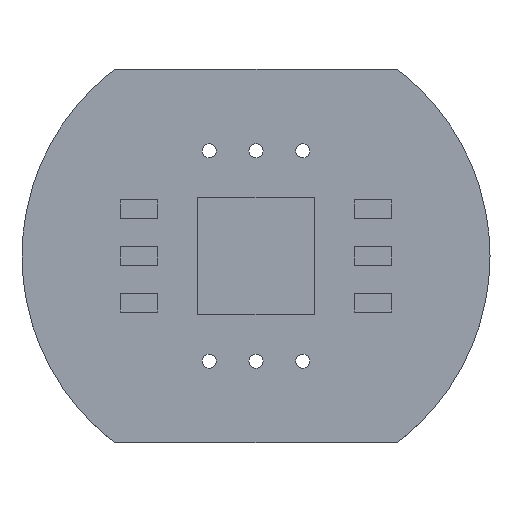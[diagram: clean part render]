
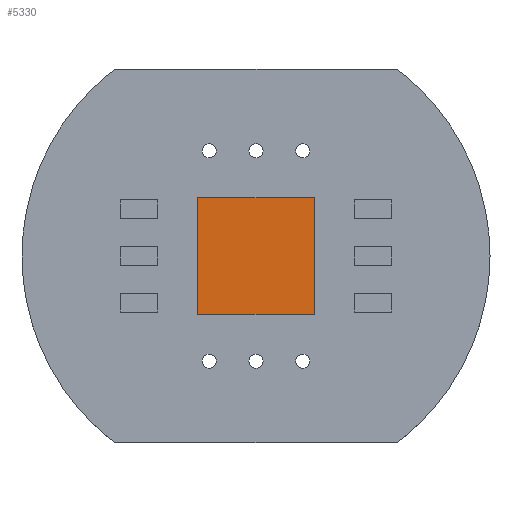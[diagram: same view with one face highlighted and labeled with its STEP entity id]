
A CAD part, top view. The second image highlights one B-rep face of the part: STEP entity #5330.
In plain terms, the highlighted planar face has unit normal (0, 0, 1).
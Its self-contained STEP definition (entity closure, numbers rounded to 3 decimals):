
#5016 = VERTEX_POINT('',#5017);
#5017 = CARTESIAN_POINT('',(-2.5,-2.5,0.79));
#5024 = PLANE('',#5025);
#5025 = AXIS2_PLACEMENT_3D('',#5026,#5027,#5028);
#5026 = CARTESIAN_POINT('',(-2.5,-2.5,0.));
#5027 = DIRECTION('',(-1.,0.,0.));
#5028 = DIRECTION('',(0.,1.,0.));
#5036 = PLANE('',#5037);
#5037 = AXIS2_PLACEMENT_3D('',#5038,#5039,#5040);
#5038 = CARTESIAN_POINT('',(2.5,-2.5,0.));
#5039 = DIRECTION('',(0.,-1.,0.));
#5040 = DIRECTION('',(-1.,0.,0.));
#5048 = EDGE_CURVE('',#5016,#5049,#5051,.T.);
#5049 = VERTEX_POINT('',#5050);
#5050 = CARTESIAN_POINT('',(-2.5,2.5,0.79));
#5051 = SURFACE_CURVE('',#5052,(#5056,#5063),.PCURVE_S1.);
#5052 = LINE('',#5053,#5054);
#5053 = CARTESIAN_POINT('',(-2.5,-2.5,0.79));
#5054 = VECTOR('',#5055,1.);
#5055 = DIRECTION('',(0.,1.,0.));
#5056 = PCURVE('',#5024,#5057);
#5057 = DEFINITIONAL_REPRESENTATION('',(#5058),#5062);
#5058 = LINE('',#5059,#5060);
#5059 = CARTESIAN_POINT('',(0.,-0.79));
#5060 = VECTOR('',#5061,1.);
#5061 = DIRECTION('',(1.,0.));
#5062 = ( GEOMETRIC_REPRESENTATION_CONTEXT(2) 
PARAMETRIC_REPRESENTATION_CONTEXT() REPRESENTATION_CONTEXT('2D SPACE',''
  ) );
#5063 = PCURVE('',#5064,#5069);
#5064 = PLANE('',#5065);
#5065 = AXIS2_PLACEMENT_3D('',#5066,#5067,#5068);
#5066 = CARTESIAN_POINT('',(-2.5,-2.5,0.79));
#5067 = DIRECTION('',(0.,0.,1.));
#5068 = DIRECTION('',(1.,0.,0.));
#5069 = DEFINITIONAL_REPRESENTATION('',(#5070),#5074);
#5070 = LINE('',#5071,#5072);
#5071 = CARTESIAN_POINT('',(0.,0.));
#5072 = VECTOR('',#5073,1.);
#5073 = DIRECTION('',(0.,1.));
#5074 = ( GEOMETRIC_REPRESENTATION_CONTEXT(2) 
PARAMETRIC_REPRESENTATION_CONTEXT() REPRESENTATION_CONTEXT('2D SPACE',''
  ) );
#5092 = PLANE('',#5093);
#5093 = AXIS2_PLACEMENT_3D('',#5094,#5095,#5096);
#5094 = CARTESIAN_POINT('',(-2.5,2.5,0.));
#5095 = DIRECTION('',(0.,1.,0.));
#5096 = DIRECTION('',(1.,0.,0.));
#5134 = EDGE_CURVE('',#5049,#5135,#5137,.T.);
#5135 = VERTEX_POINT('',#5136);
#5136 = CARTESIAN_POINT('',(2.5,2.5,0.79));
#5137 = SURFACE_CURVE('',#5138,(#5142,#5149),.PCURVE_S1.);
#5138 = LINE('',#5139,#5140);
#5139 = CARTESIAN_POINT('',(-2.5,2.5,0.79));
#5140 = VECTOR('',#5141,1.);
#5141 = DIRECTION('',(1.,0.,0.));
#5142 = PCURVE('',#5092,#5143);
#5143 = DEFINITIONAL_REPRESENTATION('',(#5144),#5148);
#5144 = LINE('',#5145,#5146);
#5145 = CARTESIAN_POINT('',(0.,-0.79));
#5146 = VECTOR('',#5147,1.);
#5147 = DIRECTION('',(1.,0.));
#5148 = ( GEOMETRIC_REPRESENTATION_CONTEXT(2) 
PARAMETRIC_REPRESENTATION_CONTEXT() REPRESENTATION_CONTEXT('2D SPACE',''
  ) );
#5149 = PCURVE('',#5064,#5150);
#5150 = DEFINITIONAL_REPRESENTATION('',(#5151),#5155);
#5151 = LINE('',#5152,#5153);
#5152 = CARTESIAN_POINT('',(0.,5.));
#5153 = VECTOR('',#5154,1.);
#5154 = DIRECTION('',(1.,0.));
#5155 = ( GEOMETRIC_REPRESENTATION_CONTEXT(2) 
PARAMETRIC_REPRESENTATION_CONTEXT() REPRESENTATION_CONTEXT('2D SPACE',''
  ) );
#5173 = PLANE('',#5174);
#5174 = AXIS2_PLACEMENT_3D('',#5175,#5176,#5177);
#5175 = CARTESIAN_POINT('',(2.5,2.5,0.));
#5176 = DIRECTION('',(1.,0.,0.));
#5177 = DIRECTION('',(0.,-1.,0.));
#5210 = EDGE_CURVE('',#5135,#5211,#5213,.T.);
#5211 = VERTEX_POINT('',#5212);
#5212 = CARTESIAN_POINT('',(2.5,-2.5,0.79));
#5213 = SURFACE_CURVE('',#5214,(#5218,#5225),.PCURVE_S1.);
#5214 = LINE('',#5215,#5216);
#5215 = CARTESIAN_POINT('',(2.5,2.5,0.79));
#5216 = VECTOR('',#5217,1.);
#5217 = DIRECTION('',(0.,-1.,0.));
#5218 = PCURVE('',#5173,#5219);
#5219 = DEFINITIONAL_REPRESENTATION('',(#5220),#5224);
#5220 = LINE('',#5221,#5222);
#5221 = CARTESIAN_POINT('',(0.,-0.79));
#5222 = VECTOR('',#5223,1.);
#5223 = DIRECTION('',(1.,0.));
#5224 = ( GEOMETRIC_REPRESENTATION_CONTEXT(2) 
PARAMETRIC_REPRESENTATION_CONTEXT() REPRESENTATION_CONTEXT('2D SPACE',''
  ) );
#5225 = PCURVE('',#5064,#5226);
#5226 = DEFINITIONAL_REPRESENTATION('',(#5227),#5231);
#5227 = LINE('',#5228,#5229);
#5228 = CARTESIAN_POINT('',(5.,5.));
#5229 = VECTOR('',#5230,1.);
#5230 = DIRECTION('',(0.,-1.));
#5231 = ( GEOMETRIC_REPRESENTATION_CONTEXT(2) 
PARAMETRIC_REPRESENTATION_CONTEXT() REPRESENTATION_CONTEXT('2D SPACE',''
  ) );
#5281 = EDGE_CURVE('',#5211,#5016,#5282,.T.);
#5282 = SURFACE_CURVE('',#5283,(#5287,#5294),.PCURVE_S1.);
#5283 = LINE('',#5284,#5285);
#5284 = CARTESIAN_POINT('',(2.5,-2.5,0.79));
#5285 = VECTOR('',#5286,1.);
#5286 = DIRECTION('',(-1.,0.,0.));
#5287 = PCURVE('',#5036,#5288);
#5288 = DEFINITIONAL_REPRESENTATION('',(#5289),#5293);
#5289 = LINE('',#5290,#5291);
#5290 = CARTESIAN_POINT('',(0.,-0.79));
#5291 = VECTOR('',#5292,1.);
#5292 = DIRECTION('',(1.,0.));
#5293 = ( GEOMETRIC_REPRESENTATION_CONTEXT(2) 
PARAMETRIC_REPRESENTATION_CONTEXT() REPRESENTATION_CONTEXT('2D SPACE',''
  ) );
#5294 = PCURVE('',#5064,#5295);
#5295 = DEFINITIONAL_REPRESENTATION('',(#5296),#5300);
#5296 = LINE('',#5297,#5298);
#5297 = CARTESIAN_POINT('',(5.,0.));
#5298 = VECTOR('',#5299,1.);
#5299 = DIRECTION('',(-1.,0.));
#5300 = ( GEOMETRIC_REPRESENTATION_CONTEXT(2) 
PARAMETRIC_REPRESENTATION_CONTEXT() REPRESENTATION_CONTEXT('2D SPACE',''
  ) );
#5330 = ADVANCED_FACE('',(#5331),#5064,.T.);
#5331 = FACE_BOUND('',#5332,.F.);
#5332 = EDGE_LOOP('',(#5333,#5334,#5335,#5336));
#5333 = ORIENTED_EDGE('',*,*,#5048,.T.);
#5334 = ORIENTED_EDGE('',*,*,#5134,.T.);
#5335 = ORIENTED_EDGE('',*,*,#5210,.T.);
#5336 = ORIENTED_EDGE('',*,*,#5281,.T.);
